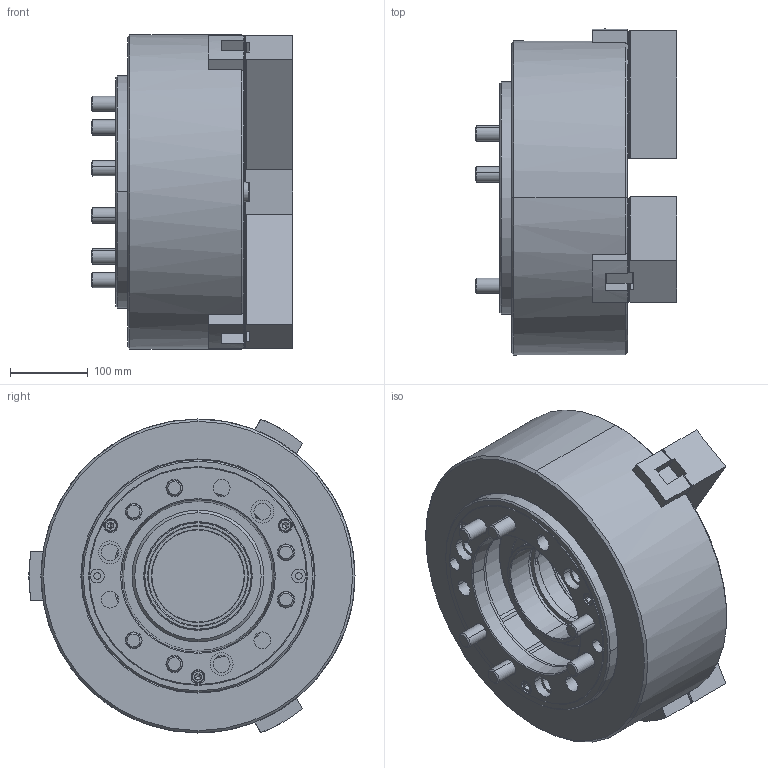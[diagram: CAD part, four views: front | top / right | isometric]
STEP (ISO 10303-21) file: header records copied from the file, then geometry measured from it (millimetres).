
FILE_DESCRIPTION (( 'STEP AP203' ), '1' );
FILE_NAME ('CF-3L-215A11.STEP', '2022-05-23T00:40:09', ( '' ), ( '' ), 'SwSTEP 2.0', 'SolidWorks 2016', '' );
FILE_SCHEMA (( 'CONFIG_CONTROL_DESIGN' ));
Length unit declared in the file: millimetre
Products named in the file (14): CF-3H-15-10000-A11法蘭; CF-3L-215-03000; 圓頭內六角螺栓_M10x30; CF-3L-215-06000; CF-3L-215-04000_預設(M130x2); CF-3H-15-08000 ; CF-3L-215A11; CF-3H-215-04020-(寬25.5)-僅適用於3H-215(18).3L-215; SJ-15P; 圓頭內六角螺栓_M5x10; 圓頭內六角螺栓_M20x50; CF-3L-215-01000; 圓頭內六角螺栓_M20x170; CF-3L-215-02000
Assembly tree (36 placements, depth 2):
  CF-3L-215A11
    CF-3L-215-01000
    CF-3L-215-02000
    CF-3L-215-03000  x3
    CF-3L-215-06000
    CF-3H-15-08000 
    CF-3H-215-04020-(寬25.5)-僅適用於3H-215(18).3L-215  x3
    SJ-15P  x3
    圓頭內六角螺栓_M5x10  x6
    圓頭內六角螺栓_M20x50  x6
    圓頭內六角螺栓_M20x170  x6
    CF-3H-15-10000-A11法蘭
    圓頭內六角螺栓_M10x30  x3
    CF-3L-215-04000_預設(M130x2)
Bounding box: 260.25 x 420.45 x 405 mm (x, y, z)
Volume: 19062676.3 mm3; surface area: 1494984.2 mm2
Topology: 36 solids, 36 shells, 5248 faces, 15040 edges, 9903 vertices
Faces by surface type: plane 3654, cylinder 1379, cone 190, torus 25
Entity records: 63808 total; most frequent: CARTESIAN_POINT 13582, ORIENTED_EDGE 10792, DIRECTION 9148, EDGE_CURVE 5396, LINE 4052, VECTOR 4052, VERTEX_POINT 3564, AXIS2_PLACEMENT_3D 2548
